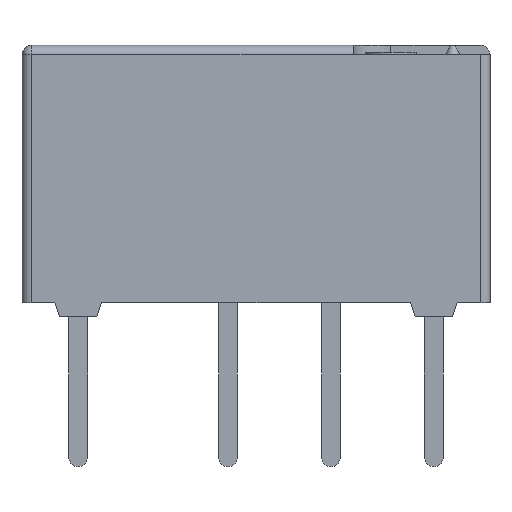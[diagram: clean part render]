
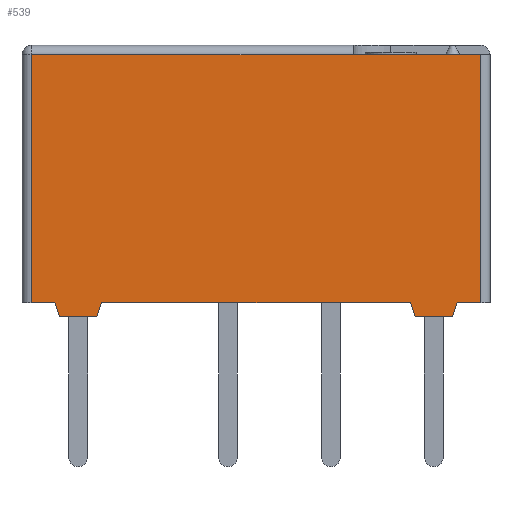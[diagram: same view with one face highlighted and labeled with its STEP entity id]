
A CAD part, front view. The second image highlights one B-rep face of the part: STEP entity #539.
In plain terms, the highlighted planar face has unit normal (0, -1, 0).
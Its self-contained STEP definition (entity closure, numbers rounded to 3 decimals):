
#539=ADVANCED_FACE('',(#14282),#14284,.T.);
#14282=FACE_BOUND('',#14283,.T.);
#14283=EDGE_LOOP('',(#25051,#25052,#25053,#25054,#25055,#25056,#25057,#25058,#25059,
#25060,#25061,#25062,#25063));
#14284=PLANE('',#14285);
#14285=AXIS2_PLACEMENT_3D('',#14286,#14287,#14288);
#14286=CARTESIAN_POINT('',(-5.,-2.85,0.3));
#14287=DIRECTION('',(0.,-1.,0.));
#14288=DIRECTION('',(1.,0.,0.));
#25051=ORIENTED_EDGE('',*,*,#33689,.T.);
#25052=ORIENTED_EDGE('',*,*,#33690,.F.);
#25053=ORIENTED_EDGE('',*,*,#33691,.F.);
#25054=ORIENTED_EDGE('',*,*,#33633,.T.);
#25055=ORIENTED_EDGE('',*,*,#33686,.T.);
#25056=ORIENTED_EDGE('',*,*,#33684,.T.);
#25057=ORIENTED_EDGE('',*,*,#33682,.T.);
#25058=ORIENTED_EDGE('',*,*,#33680,.T.);
#25059=ORIENTED_EDGE('',*,*,#33678,.T.);
#25060=ORIENTED_EDGE('',*,*,#33674,.T.);
#25061=ORIENTED_EDGE('',*,*,#33670,.T.);
#25062=ORIENTED_EDGE('',*,*,#33657,.T.);
#25063=ORIENTED_EDGE('',*,*,#33692,.T.);
#33633=EDGE_CURVE('',#38104,#38102,#38105,.T.);
#33657=EDGE_CURVE('',#38148,#38146,#38149,.T.);
#33670=EDGE_CURVE('',#38168,#38148,#38169,.T.);
#33674=EDGE_CURVE('',#38175,#38168,#38176,.T.);
#33678=EDGE_CURVE('',#38178,#38175,#38182,.T.);
#33680=EDGE_CURVE('',#38184,#38178,#38185,.T.);
#33682=EDGE_CURVE('',#38187,#38184,#38188,.T.);
#33684=EDGE_CURVE('',#38190,#38187,#38191,.T.);
#33686=EDGE_CURVE('',#38102,#38190,#38193,.T.);
#33689=EDGE_CURVE('',#38196,#38197,#38198,.T.);
#33690=EDGE_CURVE('',#38199,#38197,#38200,.T.);
#33691=EDGE_CURVE('',#38104,#38199,#38201,.T.);
#33692=EDGE_CURVE('',#38146,#38196,#38202,.T.);
#38102=VERTEX_POINT('',#45661);
#38104=VERTEX_POINT('',#45665);
#38105=LINE('',#45666,#45667);
#38146=VERTEX_POINT('',#45759);
#38148=VERTEX_POINT('',#45764);
#38149=LINE('',#45765,#45766);
#38168=VERTEX_POINT('',#45810);
#38169=LINE('',#45811,#45812);
#38175=VERTEX_POINT('',#45825);
#38176=LINE('',#45826,#45827);
#38178=VERTEX_POINT('',#45832);
#38182=LINE('',#45840,#45841);
#38184=VERTEX_POINT('',#45846);
#38185=LINE('',#45847,#45848);
#38187=VERTEX_POINT('',#45853);
#38188=LINE('',#45854,#45855);
#38190=VERTEX_POINT('',#45860);
#38191=LINE('',#45861,#45862);
#38193=LINE('',#45867,#45868);
#38196=VERTEX_POINT('',#45876);
#38197=VERTEX_POINT('',#45877);
#38198=LINE('',#45878,#45879);
#38199=VERTEX_POINT('',#45881);
#38200=LINE('',#45882,#45883);
#38201=LINE('',#45885,#45886);
#38202=LINE('',#45888,#45889);
#45661=CARTESIAN_POINT('',(-4.3,-2.85,0.3));
#45665=CARTESIAN_POINT('',(-4.8,-2.85,0.3));
#45666=CARTESIAN_POINT('',(-4.8,-2.85,0.3));
#45667=VECTOR('',#45668,1.);
#45668=DIRECTION('',(1.,0.,0.));
#45759=CARTESIAN_POINT('',(4.8,-2.85,0.3));
#45764=CARTESIAN_POINT('',(4.3,-2.85,0.3));
#45765=CARTESIAN_POINT('',(4.3,-2.85,0.3));
#45766=VECTOR('',#45767,1.);
#45767=DIRECTION('',(1.,0.,0.));
#45810=CARTESIAN_POINT('',(4.2,-2.85,0.));
#45811=CARTESIAN_POINT('',(4.2,-2.85,0.));
#45812=VECTOR('',#45813,1.);
#45813=DIRECTION('',(0.316,0.,0.949));
#45825=CARTESIAN_POINT('',(3.4,-2.85,0.));
#45826=CARTESIAN_POINT('',(3.4,-2.85,0.));
#45827=VECTOR('',#45828,1.);
#45828=DIRECTION('',(1.,0.,0.));
#45832=CARTESIAN_POINT('',(3.3,-2.85,0.3));
#45840=CARTESIAN_POINT('',(3.3,-2.85,0.3));
#45841=VECTOR('',#45842,1.);
#45842=DIRECTION('',(0.316,0.,-0.949));
#45846=CARTESIAN_POINT('',(-3.3,-2.85,0.3));
#45847=CARTESIAN_POINT('',(-3.3,-2.85,0.3));
#45848=VECTOR('',#45849,1.);
#45849=DIRECTION('',(1.,0.,0.));
#45853=CARTESIAN_POINT('',(-3.4,-2.85,0.));
#45854=CARTESIAN_POINT('',(-3.4,-2.85,0.));
#45855=VECTOR('',#45856,1.);
#45856=DIRECTION('',(0.316,0.,0.949));
#45860=CARTESIAN_POINT('',(-4.2,-2.85,0.));
#45861=CARTESIAN_POINT('',(-4.2,-2.85,0.));
#45862=VECTOR('',#45863,1.);
#45863=DIRECTION('',(1.,0.,0.));
#45867=CARTESIAN_POINT('',(-4.3,-2.85,0.3));
#45868=VECTOR('',#45869,1.);
#45869=DIRECTION('',(0.316,0.,-0.949));
#45876=CARTESIAN_POINT('',(4.8,-2.85,5.6));
#45877=CARTESIAN_POINT('',(2.08,-2.85,5.6));
#45878=CARTESIAN_POINT('',(4.8,-2.85,5.6));
#45879=VECTOR('',#45880,1.);
#45880=DIRECTION('',(-1.,0.,0.));
#45881=CARTESIAN_POINT('',(-4.8,-2.85,5.6));
#45882=CARTESIAN_POINT('',(-4.8,-2.85,5.6));
#45883=VECTOR('',#45884,1.);
#45884=DIRECTION('',(1.,0.,0.));
#45885=CARTESIAN_POINT('',(-4.8,-2.85,0.3));
#45886=VECTOR('',#45887,1.);
#45887=DIRECTION('',(0.,0.,1.));
#45888=CARTESIAN_POINT('',(4.8,-2.85,0.3));
#45889=VECTOR('',#45890,1.);
#45890=DIRECTION('',(0.,0.,1.));
